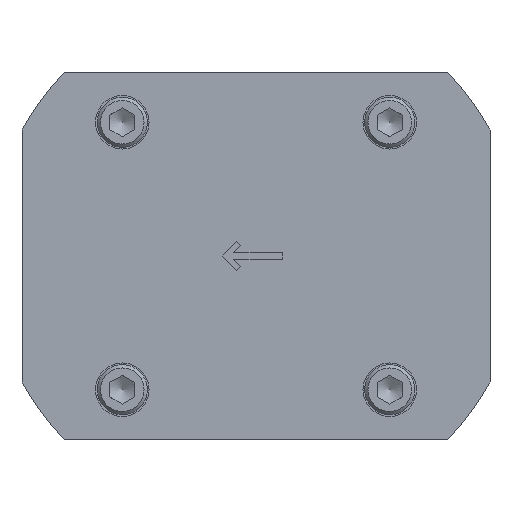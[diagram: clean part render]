
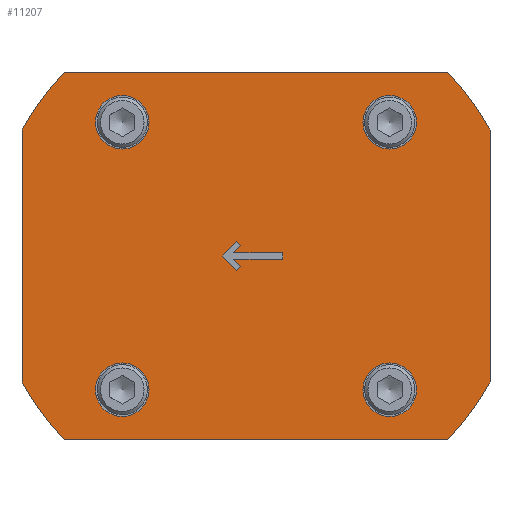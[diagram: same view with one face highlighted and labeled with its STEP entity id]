
A CAD part, front view. The second image highlights one B-rep face of the part: STEP entity #11207.
In plain terms, the highlighted planar face has unit normal (0, -1, 0).
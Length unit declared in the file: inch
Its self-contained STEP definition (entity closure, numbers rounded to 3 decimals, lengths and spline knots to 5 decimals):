
#10479=CARTESIAN_POINT('',(-0.11402,0.0,-0.0775));
#10480=VERTEX_POINT('',#10479);
#10481=CARTESIAN_POINT('',(-0.14402,0.0,-0.1075));
#10482=VERTEX_POINT('',#10481);
#10483=CARTESIAN_POINT('',(-0.11402,0.,-0.0775));
#10484=DIRECTION('',(-0.707,0.0,-0.707));
#10485=VECTOR('',#10484,0.04243);
#10486=LINE('',#10483,#10485);
#10487=EDGE_CURVE('',#10480,#10482,#10486,.T.);
#10510=CARTESIAN_POINT('',(-0.25152,0.0,0.));
#10511=VERTEX_POINT('',#10510);
#10512=CARTESIAN_POINT('',(-0.14402,0.,-0.1075));
#10513=DIRECTION('',(-0.707,0.0,0.707));
#10514=VECTOR('',#10513,0.15203);
#10515=LINE('',#10512,#10514);
#10516=EDGE_CURVE('',#10482,#10511,#10515,.T.);
#10534=CARTESIAN_POINT('',(-0.14402,0.0,0.1075));
#10535=VERTEX_POINT('',#10534);
#10536=CARTESIAN_POINT('',(-0.25152,0.0,0.));
#10537=DIRECTION('',(0.707,0.0,0.707));
#10538=VECTOR('',#10537,0.15203);
#10539=LINE('',#10536,#10538);
#10540=EDGE_CURVE('',#10511,#10535,#10539,.T.);
#10558=CARTESIAN_POINT('',(-0.11402,0.0,0.0775));
#10559=VERTEX_POINT('',#10558);
#10560=CARTESIAN_POINT('',(-0.14402,0.,0.1075));
#10561=DIRECTION('',(0.707,0.0,-0.707));
#10562=VECTOR('',#10561,0.04243);
#10563=LINE('',#10560,#10562);
#10564=EDGE_CURVE('',#10535,#10559,#10563,.T.);
#10582=CARTESIAN_POINT('',(-0.16652,0.0,0.025));
#10583=VERTEX_POINT('',#10582);
#10584=CARTESIAN_POINT('',(-0.11402,0.0,0.0775));
#10585=DIRECTION('',(-0.707,0.0,-0.707));
#10586=VECTOR('',#10585,0.07425);
#10587=LINE('',#10584,#10586);
#10588=EDGE_CURVE('',#10559,#10583,#10587,.T.);
#10606=CARTESIAN_POINT('',(-0.16652,0.0,-0.025));
#10607=VERTEX_POINT('',#10606);
#10608=CARTESIAN_POINT('',(-0.16652,0.,-0.025));
#10609=DIRECTION('',(0.707,0.0,-0.707));
#10610=VECTOR('',#10609,0.07425);
#10611=LINE('',#10608,#10610);
#10612=EDGE_CURVE('',#10607,#10480,#10611,.T.);
#10630=CARTESIAN_POINT('',(0.19848,0.0,-0.025));
#10631=VERTEX_POINT('',#10630);
#10632=CARTESIAN_POINT('',(0.19848,0.0,-0.025));
#10633=DIRECTION('',(-1.0,0.0,0.0));
#10634=VECTOR('',#10633,0.365);
#10635=LINE('',#10632,#10634);
#10636=EDGE_CURVE('',#10631,#10607,#10635,.T.);
#10654=CARTESIAN_POINT('',(0.19848,0.0,0.025));
#10655=VERTEX_POINT('',#10654);
#10656=CARTESIAN_POINT('',(0.19848,0.0,0.025));
#10657=DIRECTION('',(0.0,0.0,-1.0));
#10658=VECTOR('',#10657,0.05);
#10659=LINE('',#10656,#10658);
#10660=EDGE_CURVE('',#10655,#10631,#10659,.T.);
#10678=CARTESIAN_POINT('',(-0.16652,0.0,0.025));
#10679=DIRECTION('',(1.0,0.0,0.0));
#10680=VECTOR('',#10679,0.365);
#10681=LINE('',#10678,#10680);
#10682=EDGE_CURVE('',#10583,#10655,#10681,.T.);
#10743=CARTESIAN_POINT('',(1.75,0.0,0.94216));
#10744=VERTEX_POINT('',#10743);
#10751=CARTESIAN_POINT('',(1.75,0.0,-0.94216));
#10752=VERTEX_POINT('',#10751);
#10753=CARTESIAN_POINT('',(1.75,0.0,-0.94216));
#10754=DIRECTION('',(0.0,0.0,1.0));
#10755=VECTOR('',#10754,1.88431);
#10756=LINE('',#10753,#10755);
#10757=EDGE_CURVE('',#10752,#10744,#10756,.T.);
#10817=CARTESIAN_POINT('',(-1.75,0.0,-0.94216));
#10818=VERTEX_POINT('',#10817);
#10825=CARTESIAN_POINT('',(-1.75,0.0,0.94216));
#10826=VERTEX_POINT('',#10825);
#10827=CARTESIAN_POINT('',(-1.75,0.0,0.94216));
#10828=DIRECTION('',(0.0,0.0,-1.0));
#10829=VECTOR('',#10828,1.88431);
#10830=LINE('',#10827,#10829);
#10831=EDGE_CURVE('',#10826,#10818,#10830,.T.);
#10881=CARTESIAN_POINT('',(-1.,0.0,0.8));
#10882=VERTEX_POINT('',#10881);
#10883=CARTESIAN_POINT('',(-1.,0.0,1.));
#10884=DIRECTION('',(0.0,1.0,0.0));
#10885=DIRECTION('',(0.0,0.0,-1.0));
#10886=AXIS2_PLACEMENT_3D('',#10883,#10884,#10885);
#10887=CIRCLE('',#10886,0.2);
#10888=EDGE_CURVE('',#10882,#10882,#10887,.T.);
#10922=CARTESIAN_POINT('',(-0.8,0.0,-1.));
#10923=VERTEX_POINT('',#10922);
#10924=CARTESIAN_POINT('',(-1.,0.0,-1.));
#10925=DIRECTION('',(0.0,1.0,0.0));
#10926=DIRECTION('',(1.0,0.0,0.0));
#10927=AXIS2_PLACEMENT_3D('',#10924,#10925,#10926);
#10928=CIRCLE('',#10927,0.2);
#10929=EDGE_CURVE('',#10923,#10923,#10928,.T.);
#10971=CARTESIAN_POINT('',(1.,0.0,-0.8));
#10972=VERTEX_POINT('',#10971);
#10973=CARTESIAN_POINT('',(1.,0.0,-1.));
#10974=DIRECTION('',(0.0,1.0,0.0));
#10975=DIRECTION('',(0.0,0.0,1.0));
#10976=AXIS2_PLACEMENT_3D('',#10973,#10974,#10975);
#10977=CIRCLE('',#10976,0.2);
#10978=EDGE_CURVE('',#10972,#10972,#10977,.T.);
#11020=CARTESIAN_POINT('',(0.8,0.0,1.));
#11021=VERTEX_POINT('',#11020);
#11022=CARTESIAN_POINT('',(1.,0.0,1.));
#11023=DIRECTION('',(0.0,1.0,0.0));
#11024=DIRECTION('',(-1.0,0.0,0.0));
#11025=AXIS2_PLACEMENT_3D('',#11022,#11023,#11024);
#11026=CIRCLE('',#11025,0.2);
#11027=EDGE_CURVE('',#11021,#11021,#11026,.T.);
#11040=CARTESIAN_POINT('',(1.43511,0.0,1.375));
#11041=VERTEX_POINT('',#11040);
#11048=CARTESIAN_POINT('',(0.0,0.0,0.0));
#11049=DIRECTION('',(0.0,-1.,0.0));
#11050=DIRECTION('',(-0.722,0.0,-0.692));
#11051=AXIS2_PLACEMENT_3D('',#11048,#11049,#11050);
#11052=CIRCLE('',#11051,1.9875);
#11053=EDGE_CURVE('',#10744,#11041,#11052,.T.);
#11065=CARTESIAN_POINT('',(-1.43511,0.0,1.375));
#11066=VERTEX_POINT('',#11065);
#11073=CARTESIAN_POINT('',(1.43511,0.0,1.375));
#11074=DIRECTION('',(-1.0,0.0,0.0));
#11075=VECTOR('',#11074,2.87021);
#11076=LINE('',#11073,#11075);
#11077=EDGE_CURVE('',#11041,#11066,#11076,.T.);
#11090=CARTESIAN_POINT('',(0.0,0.0,0.0));
#11091=DIRECTION('',(0.0,-1.0,0.0));
#11092=DIRECTION('',(0.881,0.0,-0.474));
#11093=AXIS2_PLACEMENT_3D('',#11090,#11091,#11092);
#11094=CIRCLE('',#11093,1.9875);
#11095=EDGE_CURVE('',#11066,#10826,#11094,.T.);
#11107=CARTESIAN_POINT('',(-1.43511,0.0,-1.375));
#11108=VERTEX_POINT('',#11107);
#11115=CARTESIAN_POINT('',(0.0,0.0,0.0));
#11116=DIRECTION('',(0.0,-1.,0.0));
#11117=DIRECTION('',(0.722,0.0,0.692));
#11118=AXIS2_PLACEMENT_3D('',#11115,#11116,#11117);
#11119=CIRCLE('',#11118,1.9875);
#11120=EDGE_CURVE('',#10818,#11108,#11119,.T.);
#11132=CARTESIAN_POINT('',(1.43511,0.0,-1.375));
#11133=VERTEX_POINT('',#11132);
#11140=CARTESIAN_POINT('',(-1.43511,0.0,-1.375));
#11141=DIRECTION('',(1.0,0.0,0.0));
#11142=VECTOR('',#11141,2.87021);
#11143=LINE('',#11140,#11142);
#11144=EDGE_CURVE('',#11108,#11133,#11143,.T.);
#11157=CARTESIAN_POINT('',(0.0,0.0,0.0));
#11158=DIRECTION('',(0.0,-1.0,0.0));
#11159=DIRECTION('',(-0.881,0.0,0.474));
#11160=AXIS2_PLACEMENT_3D('',#11157,#11158,#11159);
#11161=CIRCLE('',#11160,1.9875);
#11162=EDGE_CURVE('',#11133,#10752,#11161,.T.);
#11169=CARTESIAN_POINT('',(0.,0.0,0.));
#11170=DIRECTION('',(0.0,1.0,0.0));
#11171=DIRECTION('',(0.0,0.0,-1.0));
#11172=AXIS2_PLACEMENT_3D('',#11169,#11170,#11171);
#11173=PLANE('',#11172);
#11174=ORIENTED_EDGE('',*,*,#10757,.T.);
#11175=ORIENTED_EDGE('',*,*,#11053,.T.);
#11176=ORIENTED_EDGE('',*,*,#11077,.T.);
#11177=ORIENTED_EDGE('',*,*,#11095,.T.);
#11178=ORIENTED_EDGE('',*,*,#10831,.T.);
#11179=ORIENTED_EDGE('',*,*,#11120,.T.);
#11180=ORIENTED_EDGE('',*,*,#11144,.T.);
#11181=ORIENTED_EDGE('',*,*,#11162,.T.);
#11182=EDGE_LOOP('',(#11174,#11175,#11176,#11177,#11178,#11179,#11180,#11181));
#11183=FACE_OUTER_BOUND('',#11182,.T.);
#11184=ORIENTED_EDGE('',*,*,#10487,.T.);
#11185=ORIENTED_EDGE('',*,*,#10516,.T.);
#11186=ORIENTED_EDGE('',*,*,#10540,.T.);
#11187=ORIENTED_EDGE('',*,*,#10564,.T.);
#11188=ORIENTED_EDGE('',*,*,#10588,.T.);
#11189=ORIENTED_EDGE('',*,*,#10682,.T.);
#11190=ORIENTED_EDGE('',*,*,#10660,.T.);
#11191=ORIENTED_EDGE('',*,*,#10636,.T.);
#11192=ORIENTED_EDGE('',*,*,#10612,.T.);
#11193=EDGE_LOOP('',(#11184,#11185,#11186,#11187,#11188,#11189,#11190,#11191,#11192));
#11194=FACE_BOUND('',#11193,.T.);
#11195=ORIENTED_EDGE('',*,*,#10888,.T.);
#11196=EDGE_LOOP('',(#11195));
#11197=FACE_BOUND('',#11196,.T.);
#11198=ORIENTED_EDGE('',*,*,#10929,.T.);
#11199=EDGE_LOOP('',(#11198));
#11200=FACE_BOUND('',#11199,.T.);
#11201=ORIENTED_EDGE('',*,*,#10978,.T.);
#11202=EDGE_LOOP('',(#11201));
#11203=FACE_BOUND('',#11202,.T.);
#11204=ORIENTED_EDGE('',*,*,#11027,.T.);
#11205=EDGE_LOOP('',(#11204));
#11206=FACE_BOUND('',#11205,.T.);
#11207=ADVANCED_FACE('',(#11183,#11194,#11197,#11200,#11203,#11206),#11173,.F.);
